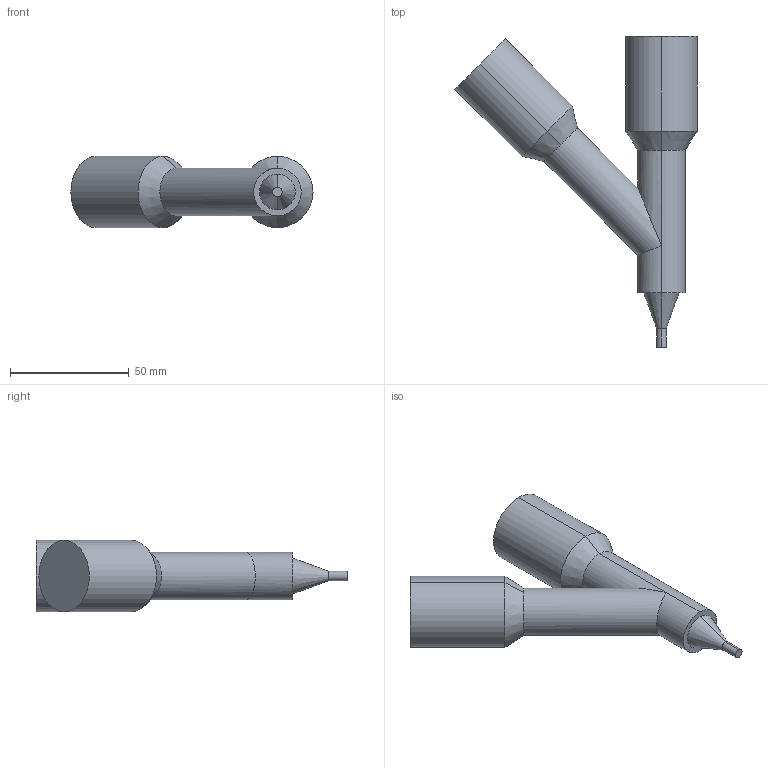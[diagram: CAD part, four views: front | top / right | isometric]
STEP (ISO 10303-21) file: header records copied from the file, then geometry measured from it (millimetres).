
FILE_DESCRIPTION(('produced by SPATIAL CORP'),'2;1');
FILE_NAME('brazing_tool.hh.sat.stp', '2002-04-12T11:55:49+00:00',('SPATIAL CORP'),('SPATIAL CORP'), 'ACIS STEP Husk','http://www.spatial.com','SPATIAL CORP');
FILE_SCHEMA(('CONFIG_CONTROL_DESIGN'));
Length unit declared in the file: millimetre
Products named in the file (1): PRODUCT_ID_1
Bounding box: 101.97 x 131 x 30 mm (x, y, z)
Volume: 99717.2 mm3; surface area: 17571.3 mm2
Topology: 1 solids, 1 shells, 19 faces, 41 edges, 25 vertices
Faces by surface type: cylinder 9, cone 6, plane 4
Full cylindrical faces by diameter (mm): 20 x1
Entity records: 591 total; most frequent: CARTESIAN_POINT 145, ORIENTED_EDGE 82, DIRECTION 64, EDGE_CURVE 41, VERTEX_POINT 25, AXIS2_PLACEMENT_3D 24, EDGE_LOOP 20, FACE_BOUND 20
